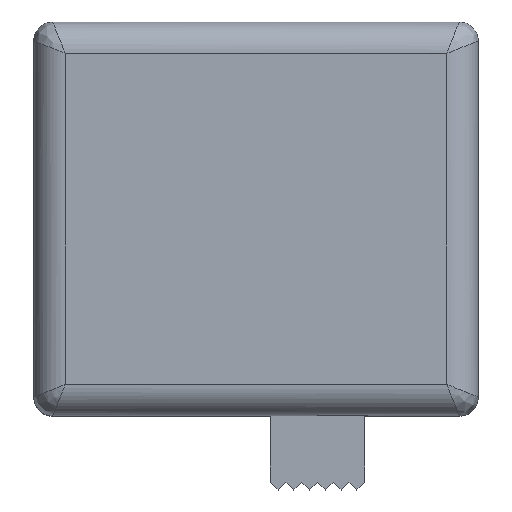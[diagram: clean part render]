
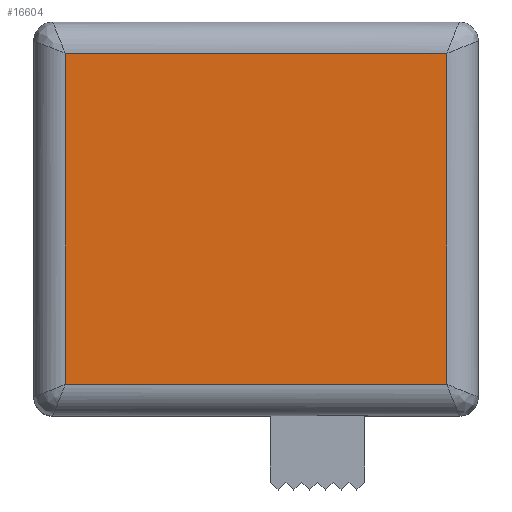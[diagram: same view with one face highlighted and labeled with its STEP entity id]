
A CAD part, top view. The second image highlights one B-rep face of the part: STEP entity #16604.
In plain terms, the highlighted planar face has unit normal (0, 0, 1).
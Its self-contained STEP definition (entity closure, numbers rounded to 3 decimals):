
#1215=CARTESIAN_POINT('',(0.25,-11.5,7.75));
#1217=DIRECTION('',(1.,0.,0.));
#1218=VECTOR('',#1217,12.1);
#1219=CARTESIAN_POINT('',(0.25,-11.5,7.75));
#1220=LINE('',#1219,#1218);
#1306=CARTESIAN_POINT('',(0.25,-1.,7.75));
#1308=DIRECTION('',(0.,-1.,0.));
#1309=VECTOR('',#1308,10.5);
#1310=CARTESIAN_POINT('',(0.25,-1.,7.75));
#1311=LINE('',#1310,#1309);
#1328=DIRECTION('',(-1.,0.,0.));
#1329=VECTOR('',#1328,12.1);
#1330=CARTESIAN_POINT('',(12.35,-1.,7.75));
#1331=LINE('',#1330,#1329);
#1418=CARTESIAN_POINT('',(12.35,-11.5,7.75));
#1420=DIRECTION('',(0.,1.,0.));
#1421=VECTOR('',#1420,10.5);
#1422=CARTESIAN_POINT('',(12.35,-11.5,7.75));
#1423=LINE('',#1422,#1421);
#14644=VERTEX_POINT('',#1418);
#14645=CARTESIAN_POINT('',(12.35,-1.,7.75));
#14646=VERTEX_POINT('',#14645);
#14649=VERTEX_POINT('',#1215);
#14681=VERTEX_POINT('',#1306);
#16591=CARTESIAN_POINT('',(6.3,-6.25,7.75));
#16592=DIRECTION('',(0.,0.,1.));
#16593=DIRECTION('',(-1.,0.,0.));
#16594=AXIS2_PLACEMENT_3D('',#16591,#16592,#16593);
#16595=PLANE('',#16594);
#16596=ORIENTED_EDGE('',*,*,#16425,.F.);
#16597=ORIENTED_EDGE('',*,*,#16582,.F.);
#16599=ORIENTED_EDGE('',*,*,#16598,.F.);
#16601=ORIENTED_EDGE('',*,*,#16600,.F.);
#16602=EDGE_LOOP('',(#16596,#16597,#16599,#16601));
#16603=FACE_OUTER_BOUND('',#16602,.F.);
#16604=ADVANCED_FACE('',(#16603),#16595,.T.);
#16425=EDGE_CURVE('',#14649,#14644,#1220,.T.);
#16582=EDGE_CURVE('',#14681,#14649,#1311,.T.);
#16598=EDGE_CURVE('',#14646,#14681,#1331,.T.);
#16600=EDGE_CURVE('',#14644,#14646,#1423,.T.);
